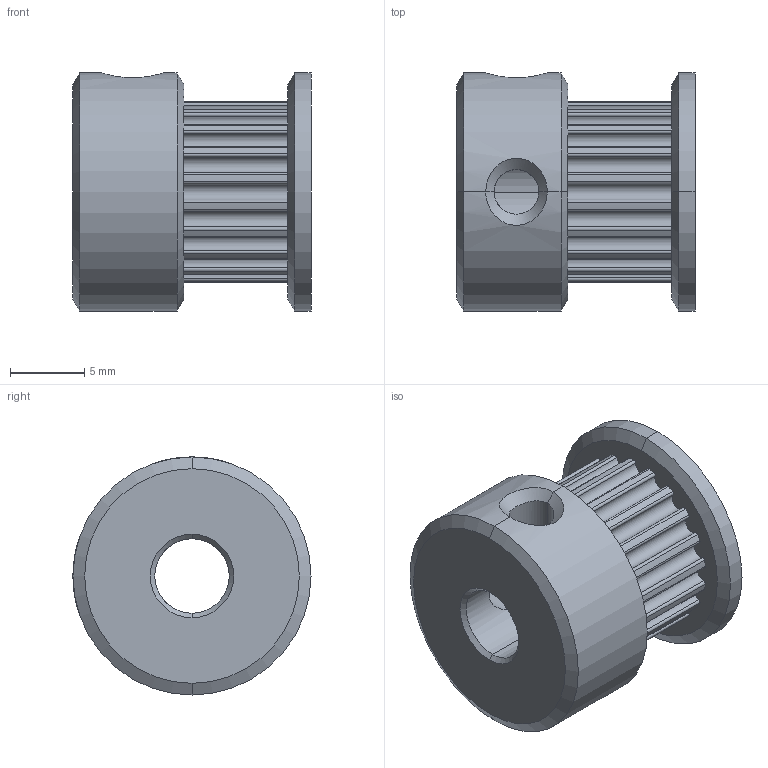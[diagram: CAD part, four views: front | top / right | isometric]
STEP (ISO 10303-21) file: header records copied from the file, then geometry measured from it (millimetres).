
FILE_DESCRIPTION((''),'2;1');
FILE_NAME('GT2_20T_1','2023-02-15T17:17:45',('matteo.grassi'),(''),'CREO PARAMETRIC BY PTC INC, 2018020','CREO PARAMETRIC BY PTC INC, 2018020','');
FILE_SCHEMA(('AUTOMOTIVE_DESIGN { 1 0 10303 214 1 1 1 1 }'));
Length unit declared in the file: millimetre
Products named in the file (1): GT2_20T_1
Bounding box: 16 x 16 x 16 mm (x, y, z)
Volume: 2100.1 mm3; surface area: 1674 mm2
Topology: 1 solids, 1 shells, 113 faces, 404 edges, 294 vertices
Faces by surface type: cylinder 90, cone 14, plane 5, bspline 4
Entity records: 8128 total; most frequent: CARTESIAN_POINT 2186, DIRECTION 890, ORIENTED_EDGE 808, PRESENTATION_STYLE_ASSIGNMENT 518, STYLED_ITEM 405, CURVE_STYLE 404, EDGE_CURVE 404, AXIS2_PLACEMENT_3D 390
